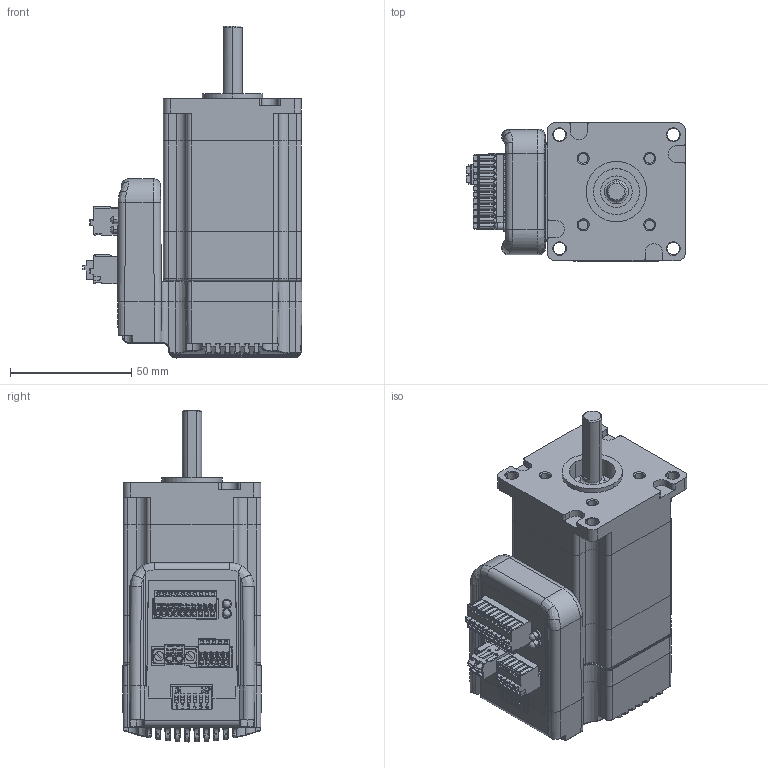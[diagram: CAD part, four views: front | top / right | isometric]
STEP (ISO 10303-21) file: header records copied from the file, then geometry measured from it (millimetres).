
FILE_DESCRIPTION (( 'STEP AP203' ), '1' );
FILE_NAME ('iHSV57-30-10-36-01-BY.STEP', '2020-07-24T08:55:00', ( 'USER-' ), ( 'MS' ), 'SwSTEP 2.0', 'SolidWorks 2018', '' );
FILE_SCHEMA (( 'CONFIG_CONTROL_DESIGN' ));
Length unit declared in the file: millimetre
Products named in the file (5): 57一体化机身37.5mmx宽38mm; 57x18x37.5一体化上盖8x30扁轴7.5x30法兰25x2法兰底面带M4螺纹孔; iHSV57珨极趙綴裔31.68x52x68.05; 57一体化下盖20.5mmx宽38mm; iHSV57-30-10-36-01-BY
Assembly tree (4 placements, depth 2):
  iHSV57-30-10-36-01-BY
    57一体化机身37.5mmx宽38mm
    57x18x37.5一体化上盖8x30扁轴7.5x30法兰25x2法兰底面带M4螺纹孔
    iHSV57珨极趙綴裔31.68x52x68.05
    57一体化下盖20.5mmx宽38mm
Bounding box: 90.9 x 57.4 x 137.18 mm (x, y, z)
Volume: 281868.2 mm3; surface area: 93521.7 mm2
Topology: 4 solids, 48 shells, 4035 faces, 11026 edges, 7196 vertices
Faces by surface type: plane 2579, cylinder 1090, bspline 229, cone 123, torus 14
Entity records: 156697 total; most frequent: CARTESIAN_POINT 60847, ORIENTED_EDGE 22028, DIRECTION 15959, EDGE_CURVE 11014, VECTOR 7359, LINE 7359, VERTEX_POINT 7196, AXIS2_PLACEMENT_3D 4300
